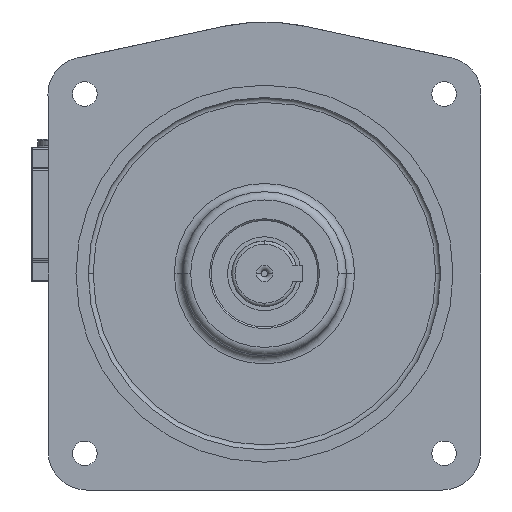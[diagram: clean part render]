
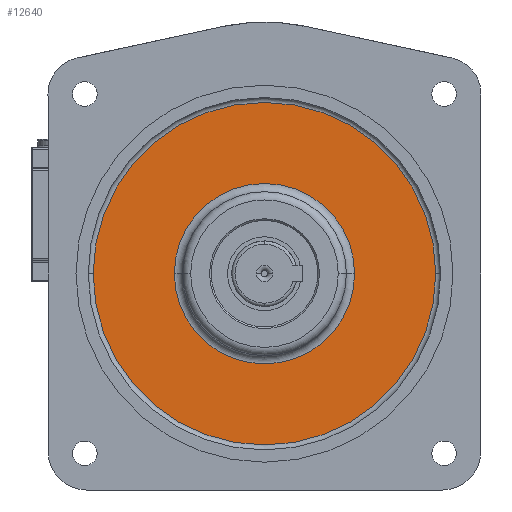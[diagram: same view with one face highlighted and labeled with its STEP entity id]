
A CAD part, left-side view. The second image highlights one B-rep face of the part: STEP entity #12640.
In plain terms, the highlighted planar face has unit normal (-1, 0, 0).
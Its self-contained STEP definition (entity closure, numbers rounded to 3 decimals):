
#1191 = AXIS2_PLACEMENT_3D ( 'NONE', #26543, #23324, #8409 ) ;
#1676 = EDGE_CURVE ( 'NONE', #14492, #20027, #30103, .T. ) ;
#1818 = CIRCLE ( 'NONE', #1191, 104.5 ) ;
#3451 = DIRECTION ( 'NONE',  ( 0., 1., 0. ) ) ;
#4490 = EDGE_LOOP ( 'NONE', ( #16700, #5640 ) ) ;
#5590 = VERTEX_POINT ( 'NONE', #5946 ) ;
#5640 = ORIENTED_EDGE ( 'NONE', *, *, #33740, .F. ) ;
#5946 = CARTESIAN_POINT ( 'NONE',  ( 0., -104.5, -36.04 ) ) ;
#6075 = CARTESIAN_POINT ( 'NONE',  ( 0., 0., 0. ) ) ;
#7032 = CARTESIAN_POINT ( 'NONE',  ( 0., 0., -36.04 ) ) ;
#8409 = DIRECTION ( 'NONE',  ( 0., -1., 0. ) ) ;
#8766 = AXIS2_PLACEMENT_3D ( 'NONE', #6075, #30991, #33403 ) ;
#11877 = DIRECTION ( 'NONE',  ( 0., -1., 0. ) ) ;
#12281 = FACE_BOUND ( 'NONE', #4490, .T. ) ;
#12640 = ADVANCED_FACE ( 'NONE', ( #12281, #33627 ), #21356, .F. ) ;
#14492 = VERTEX_POINT ( 'NONE', #28671 ) ;
#14549 = DIRECTION ( 'NONE',  ( 0., 1., 0. ) ) ;
#14911 = CARTESIAN_POINT ( 'NONE',  ( 0., 0., -36.04 ) ) ;
#16700 = ORIENTED_EDGE ( 'NONE', *, *, #1676, .F. ) ;
#17382 = AXIS2_PLACEMENT_3D ( 'NONE', #14911, #24353, #11877 ) ;
#17959 = EDGE_LOOP ( 'NONE', ( #32782, #21688 ) ) ;
#20027 = VERTEX_POINT ( 'NONE', #23434 ) ;
#21263 = AXIS2_PLACEMENT_3D ( 'NONE', #26633, #29410, #14549 ) ;
#21356 = PLANE ( 'NONE',  #8766 ) ;
#21682 = VERTEX_POINT ( 'NONE', #38273 ) ;
#21688 = ORIENTED_EDGE ( 'NONE', *, *, #30100, .F. ) ;
#21787 = AXIS2_PLACEMENT_3D ( 'NONE', #7032, #22520, #3451 ) ;
#22520 = DIRECTION ( 'NONE',  ( -1., 0., 0. ) ) ;
#23324 = DIRECTION ( 'NONE',  ( 1., 0., 0. ) ) ;
#23434 = CARTESIAN_POINT ( 'NONE',  ( 0., -55., -36.04 ) ) ;
#24353 = DIRECTION ( 'NONE',  ( -1., 0., 0. ) ) ;
#26543 = CARTESIAN_POINT ( 'NONE',  ( 0., 0., -36.04 ) ) ;
#26633 = CARTESIAN_POINT ( 'NONE',  ( 0., 0., -36.04 ) ) ;
#27023 = CIRCLE ( 'NONE', #17382, 55. ) ;
#27392 = EDGE_CURVE ( 'NONE', #5590, #21682, #1818, .T. ) ;
#28671 = CARTESIAN_POINT ( 'NONE',  ( 0., 55., -36.04 ) ) ;
#29410 = DIRECTION ( 'NONE',  ( 1., 0., 0. ) ) ;
#30100 = EDGE_CURVE ( 'NONE', #21682, #5590, #38572, .T. ) ;
#30103 = CIRCLE ( 'NONE', #21787, 55. ) ;
#30991 = DIRECTION ( 'NONE',  ( 1., 0., 0. ) ) ;
#32782 = ORIENTED_EDGE ( 'NONE', *, *, #27392, .F. ) ;
#33403 = DIRECTION ( 'NONE',  ( 0., 1., 0. ) ) ;
#33627 = FACE_OUTER_BOUND ( 'NONE', #17959, .T. ) ;
#33740 = EDGE_CURVE ( 'NONE', #20027, #14492, #27023, .T. ) ;
#38273 = CARTESIAN_POINT ( 'NONE',  ( 0., 104.5, -36.04 ) ) ;
#38572 = CIRCLE ( 'NONE', #21263, 104.5 ) ;
